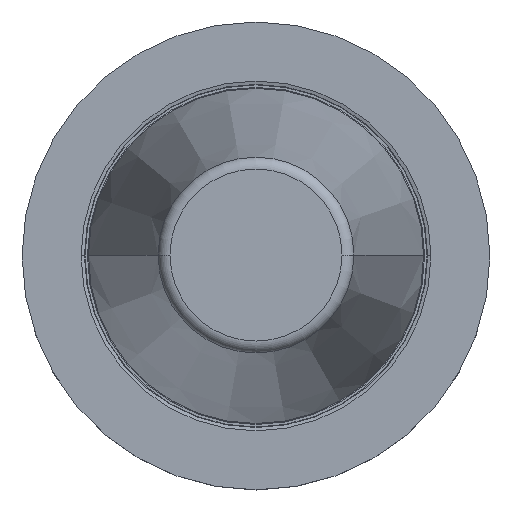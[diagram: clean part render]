
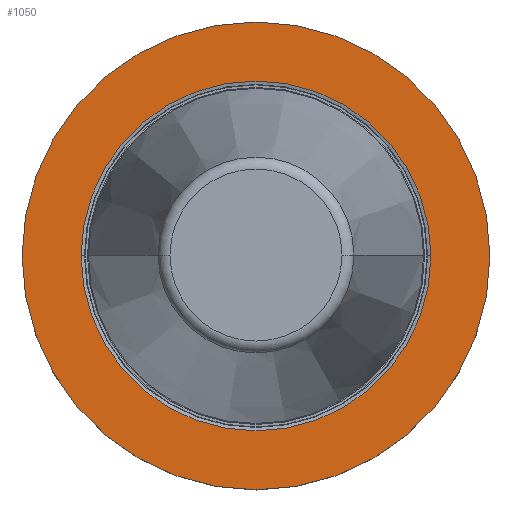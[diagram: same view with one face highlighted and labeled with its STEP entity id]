
A CAD part, top view. The second image highlights one B-rep face of the part: STEP entity #1050.
In plain terms, the highlighted planar face has unit normal (0, 0, 1).
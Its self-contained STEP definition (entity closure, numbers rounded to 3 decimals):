
#115=CARTESIAN_POINT('',(0.,0.,-3.2));
#116=DIRECTION('',(0.,0.,1.));
#117=DIRECTION('',(1.,0.,0.));
#118=AXIS2_PLACEMENT_3D('',#115,#116,#117);
#123=CARTESIAN_POINT('',(0.,0.,-3.2));
#124=DIRECTION('',(0.,0.,-1.));
#125=DIRECTION('',(1.,0.,0.));
#126=AXIS2_PLACEMENT_3D('',#123,#124,#125);
#131=CARTESIAN_POINT('',(0.,0.,-3.2));
#132=DIRECTION('',(0.,0.,1.));
#133=DIRECTION('',(1.,0.,0.));
#134=AXIS2_PLACEMENT_3D('',#131,#132,#133);
#139=CARTESIAN_POINT('',(0.,0.,-3.2));
#140=DIRECTION('',(0.,0.,1.));
#141=DIRECTION('',(-1.,0.,0.));
#142=AXIS2_PLACEMENT_3D('',#139,#140,#141);
#863=CARTESIAN_POINT('',(48.75,0.,-3.2));
#864=CARTESIAN_POINT('',(-48.75,0.,-3.2));
#865=VERTEX_POINT('',#863);
#866=VERTEX_POINT('',#864);
#929=CARTESIAN_POINT('',(36.446,0.,-3.2));
#930=VERTEX_POINT('',#929);
#933=CARTESIAN_POINT('',(-36.446,0.,-3.2));
#934=VERTEX_POINT('',#933);
#1035=CARTESIAN_POINT('',(0.,0.,-3.2));
#1036=DIRECTION('',(0.,0.,-1.));
#1037=DIRECTION('',(-1.,0.,0.));
#1038=AXIS2_PLACEMENT_3D('',#1035,#1036,#1037);
#1039=PLANE('',#1038);
#1040=ORIENTED_EDGE('',*,*,#1015,.F.);
#1041=ORIENTED_EDGE('',*,*,#956,.T.);
#1042=EDGE_LOOP('',(#1040,#1041));
#1043=FACE_OUTER_BOUND('',#1042,.F.);
#1045=ORIENTED_EDGE('',*,*,#1044,.T.);
#1047=ORIENTED_EDGE('',*,*,#1046,.T.);
#1048=EDGE_LOOP('',(#1045,#1047));
#1049=FACE_BOUND('',#1048,.F.);
#119=CIRCLE('',#118,48.75);
#127=CIRCLE('',#126,48.75);
#135=CIRCLE('',#134,36.446);
#143=CIRCLE('',#142,36.446);
#956=EDGE_CURVE('',#865,#866,#127,.T.);
#1015=EDGE_CURVE('',#865,#866,#119,.T.);
#1044=EDGE_CURVE('',#930,#934,#135,.T.);
#1046=EDGE_CURVE('',#934,#930,#143,.T.);
#1050=ADVANCED_FACE('',(#1043,#1049),#1039,.F.);
